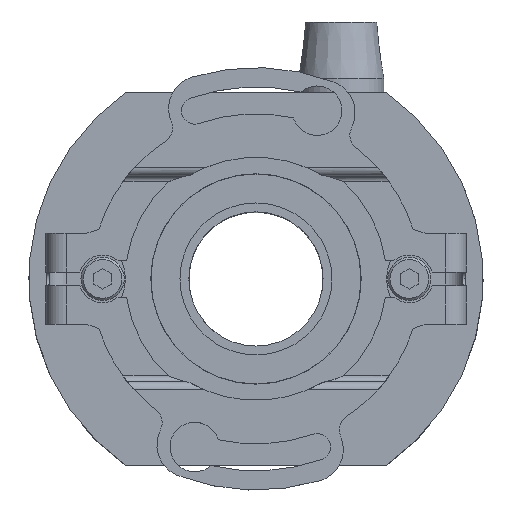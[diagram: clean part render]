
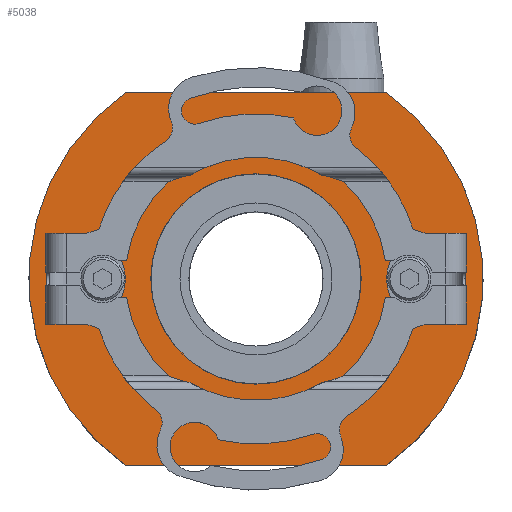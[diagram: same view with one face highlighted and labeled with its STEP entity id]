
A CAD part, top view. The second image highlights one B-rep face of the part: STEP entity #5038.
In plain terms, the highlighted planar face has unit normal (0, 0, 1).
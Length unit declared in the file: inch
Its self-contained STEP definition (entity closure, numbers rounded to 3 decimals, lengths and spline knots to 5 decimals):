
#130=FACE_BOUND('',#653,.T.);
#131=FACE_BOUND('',#654,.T.);
#132=FACE_BOUND('',#655,.T.);
#193=PLANE('',#5402);
#361=FACE_OUTER_BOUND('',#652,.T.);
#652=EDGE_LOOP('',(#3442,#3443,#3444,#3445));
#653=EDGE_LOOP('',(#3446));
#654=EDGE_LOOP('',(#3447));
#655=EDGE_LOOP('',(#3448));
#996=LINE('',#7693,#1393);
#997=LINE('',#7697,#1394);
#1393=VECTOR('',#6161,39.37008);
#1394=VECTOR('',#6164,39.37008);
#1741=CIRCLE('',#5385,0.056);
#1751=CIRCLE('',#5401,0.056);
#1752=CIRCLE('',#5403,1.);
#1753=CIRCLE('',#5404,1.);
#1754=CIRCLE('',#5405,0.462);
#2045=VERTEX_POINT('',#7653);
#2057=VERTEX_POINT('',#7687);
#2058=VERTEX_POINT('',#7691);
#2059=VERTEX_POINT('',#7692);
#2060=VERTEX_POINT('',#7694);
#2061=VERTEX_POINT('',#7696);
#2062=VERTEX_POINT('',#7699);
#2563=EDGE_CURVE('',#2045,#2045,#1741,.T.);
#2579=EDGE_CURVE('',#2057,#2057,#1751,.T.);
#2581=EDGE_CURVE('',#2058,#2059,#996,.T.);
#2582=EDGE_CURVE('',#2059,#2060,#1752,.T.);
#2583=EDGE_CURVE('',#2060,#2061,#997,.T.);
#2584=EDGE_CURVE('',#2061,#2058,#1753,.T.);
#2585=EDGE_CURVE('',#2062,#2062,#1754,.T.);
#3442=ORIENTED_EDGE('',*,*,#2581,.T.);
#3443=ORIENTED_EDGE('',*,*,#2582,.T.);
#3444=ORIENTED_EDGE('',*,*,#2583,.T.);
#3445=ORIENTED_EDGE('',*,*,#2584,.T.);
#3446=ORIENTED_EDGE('',*,*,#2563,.T.);
#3447=ORIENTED_EDGE('',*,*,#2579,.T.);
#3448=ORIENTED_EDGE('',*,*,#2585,.T.);
#5038=ADVANCED_FACE('',(#361,#130,#131,#132),#193,.T.);
#5385=AXIS2_PLACEMENT_3D('',#7654,#6118,#6119);
#5401=AXIS2_PLACEMENT_3D('',#7688,#6156,#6157);
#5402=AXIS2_PLACEMENT_3D('',#7690,#6159,#6160);
#5403=AXIS2_PLACEMENT_3D('',#7695,#6162,#6163);
#5404=AXIS2_PLACEMENT_3D('',#7698,#6165,#6166);
#5405=AXIS2_PLACEMENT_3D('',#7700,#6167,#6168);
#6118=DIRECTION('center_axis',(0.,0.,-1.));
#6119=DIRECTION('ref_axis',(-1.,0.,0.));
#6156=DIRECTION('center_axis',(0.,0.,-1.));
#6157=DIRECTION('ref_axis',(-1.,0.,0.));
#6159=DIRECTION('center_axis',(0.,0.,1.));
#6160=DIRECTION('ref_axis',(1.,0.,0.));
#6161=DIRECTION('',(-1.,0.,0.));
#6162=DIRECTION('center_axis',(0.,0.,1.));
#6163=DIRECTION('ref_axis',(1.,0.,0.));
#6164=DIRECTION('',(1.,0.,0.));
#6165=DIRECTION('center_axis',(0.,0.,1.));
#6166=DIRECTION('ref_axis',(1.,0.,0.));
#6167=DIRECTION('center_axis',(0.,0.,-1.));
#6168=DIRECTION('ref_axis',(-1.,0.,0.));
#7653=CARTESIAN_POINT('',(0.619,0.,0.225));
#7654=CARTESIAN_POINT('Origin',(0.675,0.,0.225));
#7687=CARTESIAN_POINT('',(-0.731,0.,0.225));
#7688=CARTESIAN_POINT('Origin',(-0.675,0.,0.225));
#7690=CARTESIAN_POINT('Origin',(0.,0.,
0.225));
#7691=CARTESIAN_POINT('',(0.57236,0.82,0.225));
#7692=CARTESIAN_POINT('',(-0.57236,0.82,0.225));
#7693=CARTESIAN_POINT('',(0.57236,0.82,0.225));
#7694=CARTESIAN_POINT('',(-0.57236,-0.82,0.225));
#7695=CARTESIAN_POINT('Origin',(0.,0.,
0.225));
#7696=CARTESIAN_POINT('',(0.57236,-0.82,0.225));
#7697=CARTESIAN_POINT('',(-0.57236,-0.82,0.225));
#7698=CARTESIAN_POINT('Origin',(0.,0.,
0.225));
#7699=CARTESIAN_POINT('',(0.462,0.,0.225));
#7700=CARTESIAN_POINT('Origin',(0.,0.,0.225));
